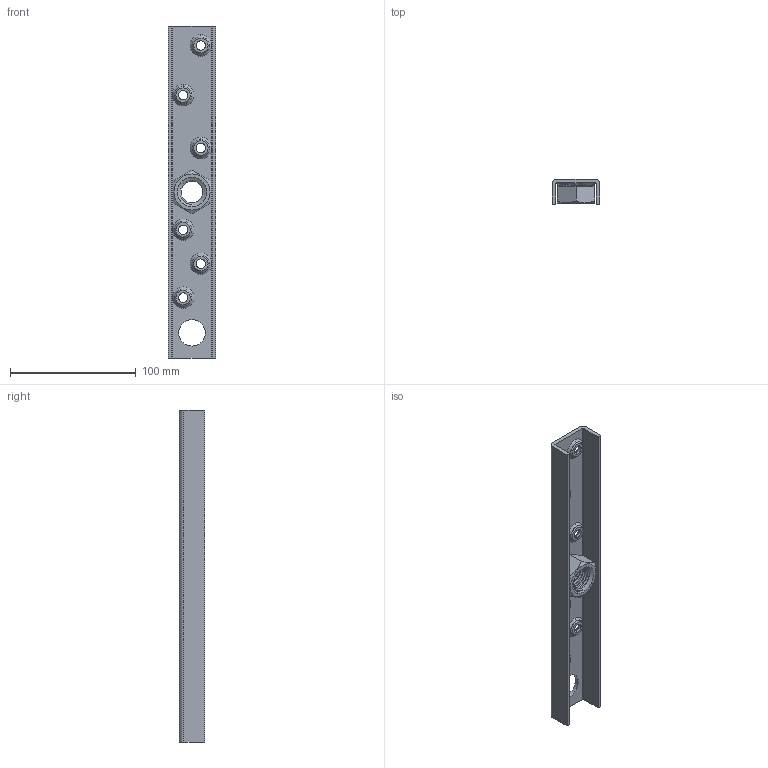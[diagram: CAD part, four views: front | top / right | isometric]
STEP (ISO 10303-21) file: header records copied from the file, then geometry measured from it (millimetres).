
FILE_DESCRIPTION (( 'STEP AP203' ), '1' );
FILE_NAME ('1.25.F00.STEP', '2018-05-21T13:13:36', ( '' ), ( '' ), 'SwSTEP 2.0', 'SolidWorks 2018', '' );
FILE_SCHEMA (( 'CONFIG_CONTROL_DESIGN' ));
Length unit declared in the file: millimetre
Products named in the file (2): 1.25.F00
Bounding box: 38 x 20 x 264 mm (x, y, z)
Volume: 61526.1 mm3; surface area: 42529.2 mm2
Topology: 2 solids, 2 shells, 126 faces, 296 edges, 180 vertices
Faces by surface type: cone 44, cylinder 43, plane 24, torus 12, bspline 3
Entity records: 6653 total; most frequent: CARTESIAN_POINT 3590, DIRECTION 634, ORIENTED_EDGE 592, EDGE_CURVE 296, AXIS2_PLACEMENT_3D 259, VERTEX_POINT 180, EDGE_LOOP 150, CIRCLE 134
